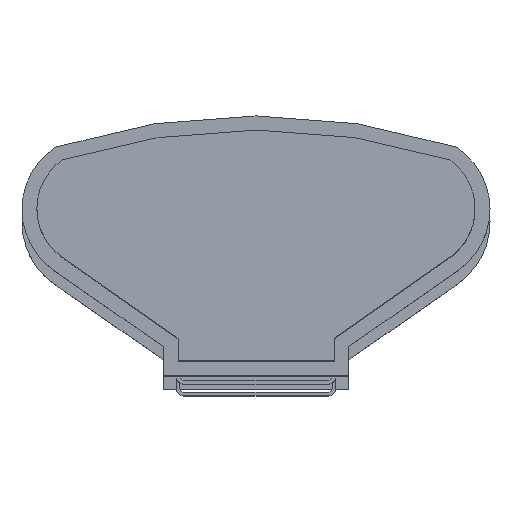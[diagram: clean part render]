
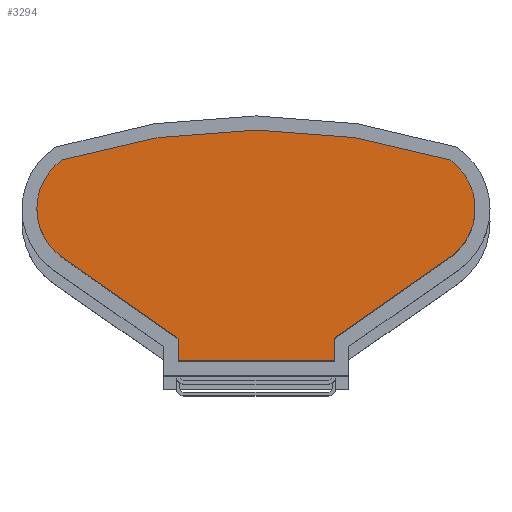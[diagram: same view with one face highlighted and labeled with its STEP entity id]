
A CAD part, top view. The second image highlights one B-rep face of the part: STEP entity #3294.
In plain terms, the highlighted planar face has unit normal (0, 0, 1).
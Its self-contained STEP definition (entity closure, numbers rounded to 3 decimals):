
#29 = CARTESIAN_POINT ( 'NONE',  ( 19., -17.436, 1153. ) ) ;
#40 = AXIS2_PLACEMENT_3D ( 'NONE', #3874, #3242, #3266 ) ;
#76 = EDGE_CURVE ( 'NONE', #1184, #189, #3378, .T. ) ;
#110 = CIRCLE ( 'NONE', #40, 8. ) ;
#175 = VERTEX_POINT ( 'NONE', #3847 ) ;
#187 = CIRCLE ( 'NONE', #2821, 86.919 ) ;
#189 = VERTEX_POINT ( 'NONE', #1673 ) ;
#280 = EDGE_CURVE ( 'NONE', #189, #1716, #2397, .T. ) ;
#328 = CARTESIAN_POINT ( 'NONE',  ( 19., -20.436, 1153. ) ) ;
#589 = CARTESIAN_POINT ( 'NONE',  ( 19., -20.436, 1153. ) ) ;
#646 = CARTESIAN_POINT ( 'NONE',  ( 8., 0., 1153. ) ) ;
#702 = DIRECTION ( 'NONE',  ( 0., 0., 1. ) ) ;
#841 = DIRECTION ( 'NONE',  ( 0., 1., 0. ) ) ;
#850 = VECTOR ( 'NONE', #2888, 1000. ) ;
#875 = ORIENTED_EDGE ( 'NONE', *, *, #4089, .T. ) ;
#976 = EDGE_LOOP ( 'NONE', ( #1379, #875, #2218, #2752, #2049, #2998, #1286, #978, #1953 ) ) ;
#978 = ORIENTED_EDGE ( 'NONE', *, *, #2197, .T. ) ;
#982 = DIRECTION ( 'NONE',  ( 0., 0., -1. ) ) ;
#1135 = VERTEX_POINT ( 'NONE', #3223 ) ;
#1159 = VECTOR ( 'NONE', #841, 1000. ) ;
#1184 = VERTEX_POINT ( 'NONE', #3896 ) ;
#1260 = CARTESIAN_POINT ( 'NONE',  ( 19., -17.436, 1153. ) ) ;
#1281 = DIRECTION ( 'NONE',  ( 0., 0., 1. ) ) ;
#1285 = DIRECTION ( 'NONE',  ( -1., 0., 0. ) ) ;
#1286 = ORIENTED_EDGE ( 'NONE', *, *, #4141, .T. ) ;
#1309 = VECTOR ( 'NONE', #4163, 1000. ) ;
#1312 = CIRCLE ( 'NONE', #1651, 8. ) ;
#1379 = ORIENTED_EDGE ( 'NONE', *, *, #3372, .T. ) ;
#1541 = VECTOR ( 'NONE', #3927, 1000. ) ;
#1615 = VERTEX_POINT ( 'NONE', #3998 ) ;
#1632 = CARTESIAN_POINT ( 'NONE',  ( 3.421, -6.56, 1153. ) ) ;
#1651 = AXIS2_PLACEMENT_3D ( 'NONE', #3317, #3005, #1690 ) ;
#1673 = CARTESIAN_POINT ( 'NONE',  ( 40., -17.436, 1153. ) ) ;
#1690 = DIRECTION ( 'NONE',  ( -1., 0., 0. ) ) ;
#1716 = VERTEX_POINT ( 'NONE', #3525 ) ;
#1945 = CARTESIAN_POINT ( 'NONE',  ( 29.5, -76.355, 1153. ) ) ;
#1953 = ORIENTED_EDGE ( 'NONE', *, *, #2927, .T. ) ;
#2049 = ORIENTED_EDGE ( 'NONE', *, *, #3032, .T. ) ;
#2054 = DIRECTION ( 'NONE',  ( 0.82, 0.572, 0. ) ) ;
#2089 = VERTEX_POINT ( 'NONE', #1632 ) ;
#2197 = EDGE_CURVE ( 'NONE', #175, #2089, #110, .T. ) ;
#2218 = ORIENTED_EDGE ( 'NONE', *, *, #76, .T. ) ;
#2237 = VECTOR ( 'NONE', #2054, 1000. ) ;
#2273 = DIRECTION ( 'NONE',  ( 1., 0., 0. ) ) ;
#2397 = LINE ( 'NONE', #3076, #2237 ) ;
#2520 = CARTESIAN_POINT ( 'NONE',  ( 40., -20.436, 1153. ) ) ;
#2540 = EDGE_CURVE ( 'NONE', #3408, #1135, #187, .T. ) ;
#2624 = DIRECTION ( 'NONE',  ( 1., 0., 0. ) ) ;
#2671 = CARTESIAN_POINT ( 'NONE',  ( 8., 0., 1153. ) ) ;
#2683 = LINE ( 'NONE', #328, #850 ) ;
#2702 = PLANE ( 'NONE',  #4088 ) ;
#2752 = ORIENTED_EDGE ( 'NONE', *, *, #280, .T. ) ;
#2821 = AXIS2_PLACEMENT_3D ( 'NONE', #1945, #702, #1285 ) ;
#2869 = CARTESIAN_POINT ( 'NONE',  ( 55.579, 6.56, 1153. ) ) ;
#2888 = DIRECTION ( 'NONE',  ( 0., -1., 0. ) ) ;
#2927 = EDGE_CURVE ( 'NONE', #2089, #2980, #4161, .T. ) ;
#2980 = VERTEX_POINT ( 'NONE', #29 ) ;
#2998 = ORIENTED_EDGE ( 'NONE', *, *, #2540, .T. ) ;
#3005 = DIRECTION ( 'NONE',  ( 0., 0., 1. ) ) ;
#3032 = EDGE_CURVE ( 'NONE', #1716, #3408, #1312, .T. ) ;
#3076 = CARTESIAN_POINT ( 'NONE',  ( 40., -17.436, 1153. ) ) ;
#3223 = CARTESIAN_POINT ( 'NONE',  ( 3.421, 6.56, 1153. ) ) ;
#3242 = DIRECTION ( 'NONE',  ( 0., 0., 1. ) ) ;
#3266 = DIRECTION ( 'NONE',  ( 1., 0., 0. ) ) ;
#3294 = ADVANCED_FACE ( 'NONE', ( #3965 ), #2702, .F. ) ;
#3317 = CARTESIAN_POINT ( 'NONE',  ( 51., 0., 1153. ) ) ;
#3372 = EDGE_CURVE ( 'NONE', #2980, #1615, #2683, .T. ) ;
#3378 = LINE ( 'NONE', #2520, #1159 ) ;
#3408 = VERTEX_POINT ( 'NONE', #2869 ) ;
#3525 = CARTESIAN_POINT ( 'NONE',  ( 55.579, -6.56, 1153. ) ) ;
#3536 = AXIS2_PLACEMENT_3D ( 'NONE', #2671, #1281, #2624 ) ;
#3750 = CIRCLE ( 'NONE', #3536, 8. ) ;
#3845 = LINE ( 'NONE', #589, #1309 ) ;
#3847 = CARTESIAN_POINT ( 'NONE',  ( 0., 0., 1153. ) ) ;
#3874 = CARTESIAN_POINT ( 'NONE',  ( 8., 0., 1153. ) ) ;
#3896 = CARTESIAN_POINT ( 'NONE',  ( 40., -20.436, 1153. ) ) ;
#3927 = DIRECTION ( 'NONE',  ( 0.82, -0.572, 0. ) ) ;
#3965 = FACE_OUTER_BOUND ( 'NONE', #976, .T. ) ;
#3998 = CARTESIAN_POINT ( 'NONE',  ( 19., -20.436, 1153. ) ) ;
#4088 = AXIS2_PLACEMENT_3D ( 'NONE', #646, #982, #2273 ) ;
#4089 = EDGE_CURVE ( 'NONE', #1615, #1184, #3845, .T. ) ;
#4141 = EDGE_CURVE ( 'NONE', #1135, #175, #3750, .T. ) ;
#4161 = LINE ( 'NONE', #1260, #1541 ) ;
#4163 = DIRECTION ( 'NONE',  ( 1., 0., 0. ) ) ;
